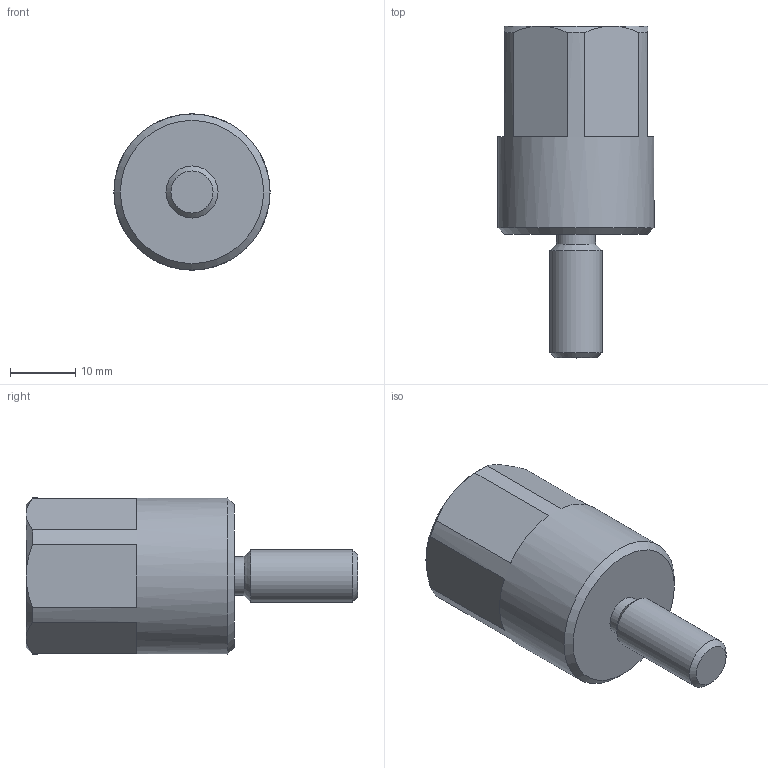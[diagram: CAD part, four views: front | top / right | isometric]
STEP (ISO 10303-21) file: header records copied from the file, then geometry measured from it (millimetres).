
FILE_DESCRIPTION( ( 'STEP AP214' ), '1' );
FILE_NAME( 'K0018.08032.stp', '2020-11-24T14:46:58', ( '' ), ( '' ), ' ', 'PARTsolutions', ' ' );
FILE_SCHEMA( ( 'AUTOMOTIVE_DESIGN { 1 0 10303 214 1 1 1 1 }' ) );
Length unit declared in the file: millimetre
Products named in the file (1): _K0018.08032
Bounding box: 24 x 51 x 24 mm (x, y, z)
Volume: 13881.5 mm3; surface area: 4163.2 mm2
Topology: 1 solids, 1 shells, 30 faces, 71 edges, 44 vertices
Faces by surface type: plane 15, cone 11, cylinder 4
Full cylindrical faces by diameter (mm): 6 x1, 6.647 x1, 8 x1, 24 x1
Entity records: 1106 total; most frequent: CARTESIAN_POINT 218, DIRECTION 136, ORIENTED_EDGE 116, AXIS2_PLACEMENT_3D 59, EDGE_CURVE 58, VERTEX_POINT 41, EDGE_LOOP 40, FACE_OUTER_BOUND 34
